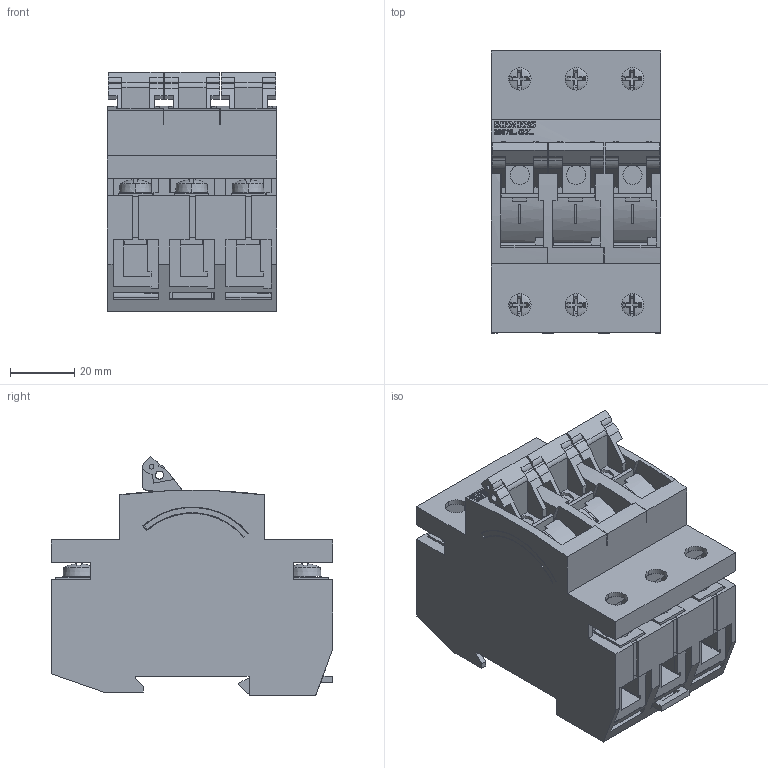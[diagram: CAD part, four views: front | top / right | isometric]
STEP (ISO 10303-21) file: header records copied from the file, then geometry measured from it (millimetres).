
FILE_DESCRIPTION(/* description */ (''),/* implementation_level */ '2;1');
FILE_NAME(/* name */ 'G_I202_XX_69229.stp',/* time_stamp */ '2023-10-23T12:49:09+02:00',/* author */ (''),/* organization */ (''),/* preprocessor_version */ 'ST-DEVELOPER v18.101',/* originating_system */ 'SIEMENS PLM Software NX 2008',/* authorisation */ '');
FILE_SCHEMA (('AUTOMOTIVE_DESIGN { 1 0 10303 214 3 1 1 1 }'));
Length unit declared in the file: millimetre
Products named in the file (1): 5SG7_G_I202_XX_69229_S-AA_G_I202_XX_69229V_RESULT_stp_corrected
Bounding box: 52.8 x 88 x 74.88 mm (x, y, z)
Volume: 210418.5 mm3; surface area: 52856.5 mm2
Topology: 1 solids, 1 shells, 1310 faces, 3812 edges, 2507 vertices
Faces by surface type: plane 1075, cylinder 194, extrusion 15, sphere 14, cone 12
Full cylindrical faces by diameter (mm): 0.321 x3
Entity records: 45233 total; most frequent: CARTESIAN_POINT 9340, ORIENTED_EDGE 7624, DIRECTION 6800, EDGE_CURVE 3812, VECTOR 2892, LINE 2877, VERTEX_POINT 2507, AXIS2_PLACEMENT_3D 1954
